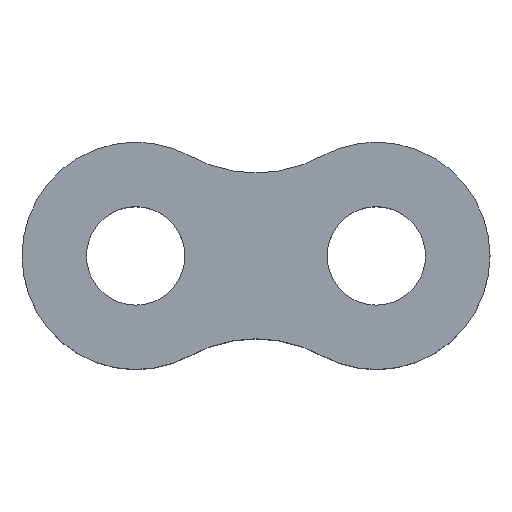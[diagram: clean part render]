
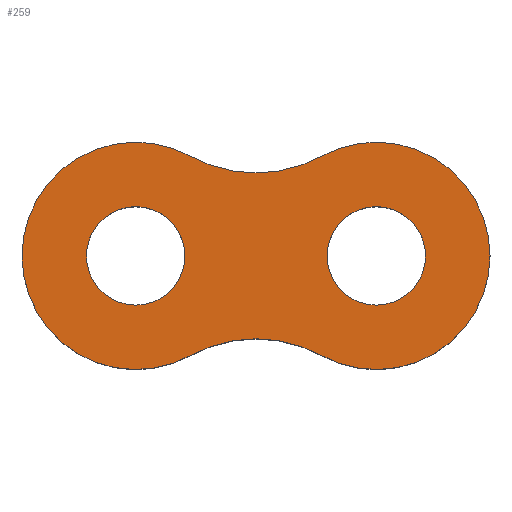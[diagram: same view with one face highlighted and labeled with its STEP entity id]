
A CAD part, top view. The second image highlights one B-rep face of the part: STEP entity #259.
In plain terms, the highlighted planar face has unit normal (0, 0, 1).
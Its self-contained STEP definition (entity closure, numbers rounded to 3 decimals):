
#137=PLANE('',#294);
#167=ORIENTED_EDGE('',*,*,#181,.F.);
#168=ORIENTED_EDGE('',*,*,#185,.F.);
#169=ORIENTED_EDGE('',*,*,#188,.F.);
#170=ORIENTED_EDGE('',*,*,#192,.F.);
#171=ORIENTED_EDGE('',*,*,#189,.T.);
#172=ORIENTED_EDGE('',*,*,#193,.T.);
#181=EDGE_CURVE('',#197,#198,#208,.F.);
#185=EDGE_CURVE('',#200,#197,#210,.F.);
#188=EDGE_CURVE('',#202,#200,#212,.F.);
#189=EDGE_CURVE('',#203,#203,#213,.F.);
#192=EDGE_CURVE('',#198,#202,#216,.F.);
#193=EDGE_CURVE('',#205,#205,#217,.F.);
#197=VERTEX_POINT('',#450);
#198=VERTEX_POINT('',#452);
#200=VERTEX_POINT('',#458);
#202=VERTEX_POINT('',#464);
#203=VERTEX_POINT('',#468);
#205=VERTEX_POINT('',#476);
#208=CIRCLE('',#278,7.5);
#210=CIRCLE('',#281,9.03);
#212=CIRCLE('',#284,7.5);
#213=CIRCLE('',#286,3.25);
#216=CIRCLE('',#290,9.03);
#217=CIRCLE('',#292,3.25);
#227=EDGE_LOOP('',(#167,#168,#169,#170));
#228=EDGE_LOOP('',(#171));
#229=EDGE_LOOP('',(#172));
#241=FACE_BOUND('',#227,.T.);
#242=FACE_BOUND('',#228,.T.);
#243=FACE_BOUND('',#229,.T.);
#259=ADVANCED_FACE('',(#241,#242,#243),#137,.T.);
#278=AXIS2_PLACEMENT_3D('',#451,#337,#338);
#281=AXIS2_PLACEMENT_3D('',#459,#345,#346);
#284=AXIS2_PLACEMENT_3D('',#465,#352,#353);
#286=AXIS2_PLACEMENT_3D('',#467,#356,#357);
#290=AXIS2_PLACEMENT_3D('',#473,#364,#365);
#292=AXIS2_PLACEMENT_3D('',#475,#368,#369);
#294=AXIS2_PLACEMENT_3D('',#479,#372,#373);
#337=DIRECTION('',(0.,0.,1.));
#338=DIRECTION('',(1.,0.,0.));
#345=DIRECTION('',(0.,0.,-1.));
#346=DIRECTION('',(1.,0.,0.));
#352=DIRECTION('',(0.,0.,1.));
#353=DIRECTION('',(1.,0.,0.));
#356=DIRECTION('',(0.,0.,1.));
#357=DIRECTION('',(1.,0.,0.));
#364=DIRECTION('',(0.,0.,-1.));
#365=DIRECTION('',(1.,0.,0.));
#368=DIRECTION('',(0.,0.,1.));
#369=DIRECTION('',(1.,0.,0.));
#372=DIRECTION('',(0.,0.,1.));
#373=DIRECTION('',(1.,0.,0.));
#450=CARTESIAN_POINT('',(-4.336,-6.579,2.));
#451=CARTESIAN_POINT('',(-7.938,0.,2.));
#452=CARTESIAN_POINT('',(-4.336,6.579,2.));
#458=CARTESIAN_POINT('',(4.336,-6.579,2.));
#459=CARTESIAN_POINT('',(0.,-14.5,2.));
#464=CARTESIAN_POINT('',(4.336,6.579,2.));
#465=CARTESIAN_POINT('',(7.938,0.,2.));
#467=CARTESIAN_POINT('',(-7.938,0.,2.));
#468=CARTESIAN_POINT('',(-4.688,0.,2.));
#473=CARTESIAN_POINT('',(0.,14.5,2.));
#475=CARTESIAN_POINT('',(7.938,0.,2.));
#476=CARTESIAN_POINT('',(11.188,0.,2.));
#479=CARTESIAN_POINT('',(-3.969,-7.25,2.));
